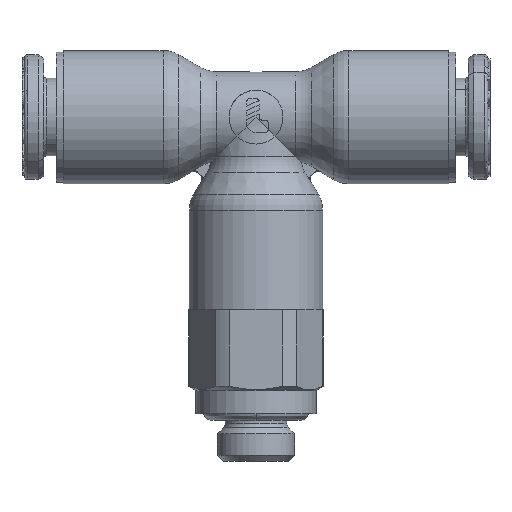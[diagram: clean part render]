
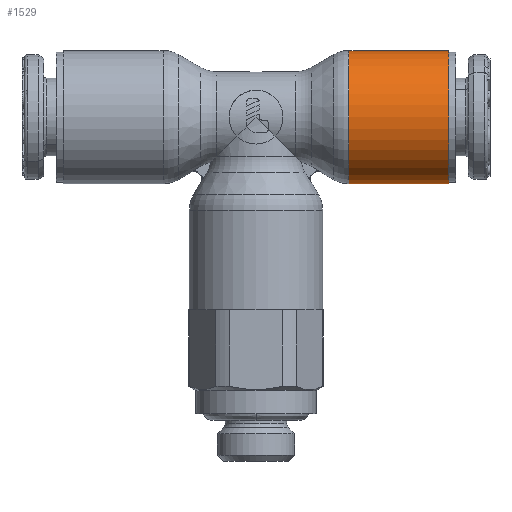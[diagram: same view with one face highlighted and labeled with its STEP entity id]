
A CAD part, top view. The second image highlights one B-rep face of the part: STEP entity #1529.
In plain terms, the highlighted cylindrical face has radius 4.325 mm (diameter 8.65 mm), a partial arc.
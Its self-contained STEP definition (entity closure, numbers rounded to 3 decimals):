
#1529=ADVANCED_FACE('',(#4234),#4235,.T.);
#4234=FACE_OUTER_BOUND('',#10714,.T.);
#4235=CYLINDRICAL_SURFACE('',#10715,4.325);
#10714=EDGE_LOOP('',(#21059,#21060,#21061,#21062));
#10715=AXIS2_PLACEMENT_3D('',#21063,#21064,#21065);
#21059=ORIENTED_EDGE('',*,*,#26772,.T.);
#21060=ORIENTED_EDGE('',*,*,#26773,.F.);
#21061=ORIENTED_EDGE('',*,*,#26774,.F.);
#21062=ORIENTED_EDGE('',*,*,#26775,.T.);
#21063=CARTESIAN_POINT('',(-13.75,0.0,0.0));
#21064=DIRECTION('',(-1.0,-0.0,0.0));
#21065=DIRECTION('',(0.0,-1.0,0.0));
#26772=EDGE_CURVE('',#32526,#32527,#32528,.T.);
#26773=EDGE_CURVE('',#32529,#32527,#32530,.T.);
#26774=EDGE_CURVE('',#32531,#32529,#32532,.T.);
#26775=EDGE_CURVE('',#32531,#32526,#32533,.T.);
#32526=VERTEX_POINT('',#44854);
#32527=VERTEX_POINT('',#44855);
#32528=CIRCLE('',#44856,4.325);
#32529=VERTEX_POINT('',#44857);
#32530=LINE('',#44858,#44859);
#32531=VERTEX_POINT('',#44860);
#32532=CIRCLE('',#44861,4.325);
#32533=LINE('',#44862,#44863);
#44854=CARTESIAN_POINT('',(6.036,4.325,0.0));
#44855=CARTESIAN_POINT('',(6.036,-4.325,0.0));
#44856=AXIS2_PLACEMENT_3D('',#51723,#51724,#51725);
#44857=CARTESIAN_POINT('',(12.5,-4.325,0.0));
#44858=CARTESIAN_POINT('',(12.5,-4.325,0.0));
#44859=VECTOR('',#51726,6.464);
#44860=CARTESIAN_POINT('',(12.5,4.325,0.0));
#44861=AXIS2_PLACEMENT_3D('',#51727,#51728,#51729);
#44862=CARTESIAN_POINT('',(12.5,4.325,0.0));
#44863=VECTOR('',#51730,6.464);
#51723=CARTESIAN_POINT('',(6.036,0.0,0.0));
#51724=DIRECTION('',(1.0,0.0,0.0));
#51725=DIRECTION('',(0.0,1.0,0.0));
#51726=DIRECTION('',(-1.0,0.0,0.0));
#51727=CARTESIAN_POINT('',(12.5,0.0,0.0));
#51728=DIRECTION('',(1.0,0.0,0.0));
#51729=DIRECTION('',(0.0,1.0,0.0));
#51730=DIRECTION('',(-1.0,0.0,0.0));
